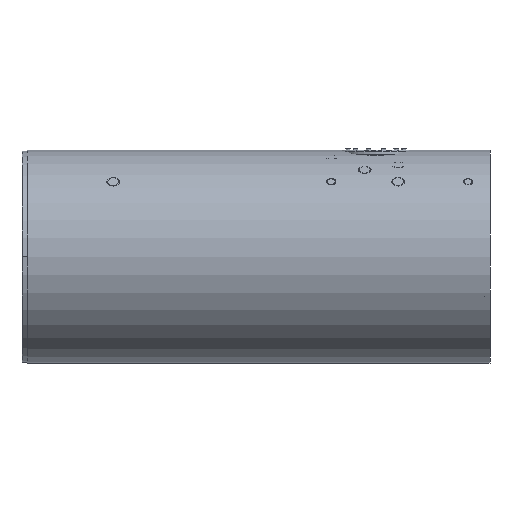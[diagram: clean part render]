
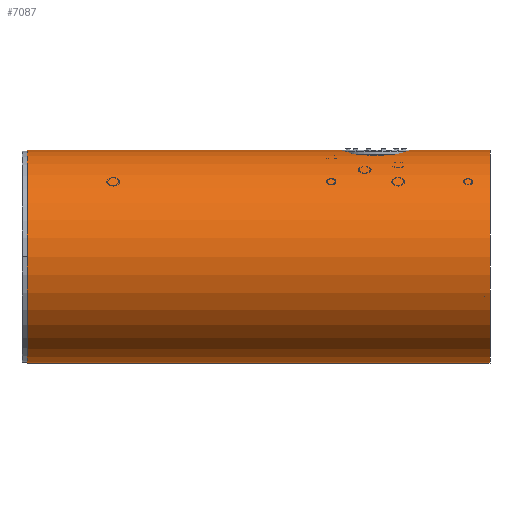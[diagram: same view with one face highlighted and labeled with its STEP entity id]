
A CAD part, left-side view. The second image highlights one B-rep face of the part: STEP entity #7087.
In plain terms, the highlighted cylindrical face has radius 479.5 mm (diameter 959 mm), a partial arc.
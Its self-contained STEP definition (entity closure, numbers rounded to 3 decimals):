
#59 = CARTESIAN_POINT ( 'NONE',  ( 0., 2080.5, 479.5 ) ) ;
#404 = LINE ( 'NONE', #21215, #5573 ) ;
#3248 = CIRCLE ( 'NONE', #4823, 479.5 ) ;
#3321 = CARTESIAN_POINT ( 'NONE',  ( 0., 2080.5, -479.5 ) ) ;
#4399 = CARTESIAN_POINT ( 'NONE',  ( 0., 0., -479.5 ) ) ;
#4504 = AXIS2_PLACEMENT_3D ( 'NONE', #19577, #15431, #5476 ) ;
#4823 = AXIS2_PLACEMENT_3D ( 'NONE', #8323, #18369, #6498 ) ;
#5476 = DIRECTION ( 'NONE',  ( 1., 0., 0. ) ) ;
#5573 = VECTOR ( 'NONE', #23176, 1000. ) ;
#6498 = DIRECTION ( 'NONE',  ( 1., 0., 0. ) ) ;
#7087 = ADVANCED_FACE ( 'NONE', ( #23383 ), #25209, .T. ) ;
#7324 = CARTESIAN_POINT ( 'NONE',  ( 0., 2080.5, 0. ) ) ;
#7626 = VERTEX_POINT ( 'NONE', #3321 ) ;
#8239 = ORIENTED_EDGE ( 'NONE', *, *, #11085, .F. ) ;
#8309 = VECTOR ( 'NONE', #23583, 1000. ) ;
#8323 = CARTESIAN_POINT ( 'NONE',  ( 0., 0., 0. ) ) ;
#9132 = VERTEX_POINT ( 'NONE', #19202 ) ;
#11085 = EDGE_CURVE ( 'NONE', #7626, #17525, #14637, .T. ) ;
#11403 = DIRECTION ( 'NONE',  ( 0., 0., -1. ) ) ;
#11599 = ORIENTED_EDGE ( 'NONE', *, *, #18661, .F. ) ;
#13085 = EDGE_LOOP ( 'NONE', ( #11599, #8239, #24613, #14285 ) ) ;
#13826 = EDGE_CURVE ( 'NONE', #7626, #21878, #404, .T. ) ;
#14285 = ORIENTED_EDGE ( 'NONE', *, *, #22631, .T. ) ;
#14637 = CIRCLE ( 'NONE', #4504, 479.5 ) ;
#15431 = DIRECTION ( 'NONE',  ( 0., 1., 0. ) ) ;
#15629 = AXIS2_PLACEMENT_3D ( 'NONE', #7324, #19088, #11403 ) ;
#17525 = VERTEX_POINT ( 'NONE', #18054 ) ;
#18054 = CARTESIAN_POINT ( 'NONE',  ( 0., 2080.5, 479.5 ) ) ;
#18369 = DIRECTION ( 'NONE',  ( 0., 1., 0. ) ) ;
#18661 = EDGE_CURVE ( 'NONE', #17525, #9132, #20375, .T. ) ;
#19088 = DIRECTION ( 'NONE',  ( 0., -1., 0. ) ) ;
#19202 = CARTESIAN_POINT ( 'NONE',  ( 0., 0., 479.5 ) ) ;
#19577 = CARTESIAN_POINT ( 'NONE',  ( 0., 2080.5, 0. ) ) ;
#20375 = LINE ( 'NONE', #59, #8309 ) ;
#21215 = CARTESIAN_POINT ( 'NONE',  ( 0., 2080.5, -479.5 ) ) ;
#21878 = VERTEX_POINT ( 'NONE', #4399 ) ;
#22631 = EDGE_CURVE ( 'NONE', #21878, #9132, #3248, .T. ) ;
#23176 = DIRECTION ( 'NONE',  ( 0., -1., 0. ) ) ;
#23383 = FACE_OUTER_BOUND ( 'NONE', #13085, .T. ) ;
#23583 = DIRECTION ( 'NONE',  ( 0., -1., 0. ) ) ;
#24613 = ORIENTED_EDGE ( 'NONE', *, *, #13826, .T. ) ;
#25209 = CYLINDRICAL_SURFACE ( 'NONE', #15629, 479.5 ) ;
